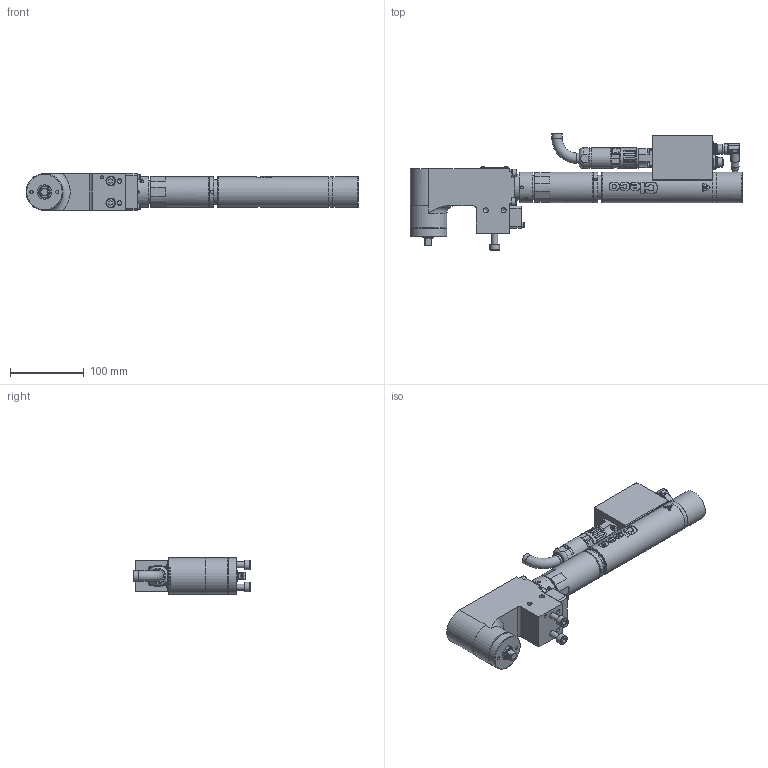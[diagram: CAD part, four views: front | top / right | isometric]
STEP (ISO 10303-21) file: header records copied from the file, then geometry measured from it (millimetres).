
FILE_DESCRIPTION(/* description */ (''),/* implementation_level */ '2;1');
FILE_NAME(/* name */ '1BD53T1A-A_IAM_001.iam.step',/* time_stamp */ '2021-07-28T07:30:08+02:00',/* author */ ('cideon'),/* organization */ (''),/* preprocessor_version */ 'ST-DEVELOPER v17.2',/* originating_system */ 'Autodesk Inventor 2019',/* authorisation */ '');
FILE_SCHEMA (('AUTOMOTIVE_DESIGN { 1 0 10303 214 3 1 1 }'));
Length unit declared in the file: centimetre
Products named in the file (1): Bauteil7
Bounding box: 450.55 x 157.75 x 50 mm (x, y, z)
Volume: 1005894.4 mm3; surface area: 207065.1 mm2
Topology: 3 solids, 3 shells, 3364 faces, 9372 edges, 6227 vertices
Faces by surface type: plane 2020, cylinder 742, bspline 274, cone 191, torus 124, sphere 13
Full cylindrical faces by diameter (mm): 0.434 x2, 0.9 x8, 2.5 x7, 2.8 x4, 3.2 x3, 3.4 x4, 4 x8, 4.5 x2, 5 x6, 5.1 x1, 5.2 x1, 5.5 x10, 5.6 x4, 5.9 x1, 6 x12, 6.6 x3, 6.8 x4, 7 x2, 8 x2, 9 x2, 10 x6, 10.5 x1, 10.9 x2, 11.2 x1, 12 x3, 12.2 x1, 12.9 x2, 13 x4, 13.9 x1, 14 x2
Entity records: 152608 total; most frequent: CARTESIAN_POINT 66386, ORIENTED_EDGE 18702, DIRECTION 16411, EDGE_CURVE 9351, VERTEX_POINT 6227, AXIS2_PLACEMENT_3D 5604, LINE 5203, VECTOR 5203
